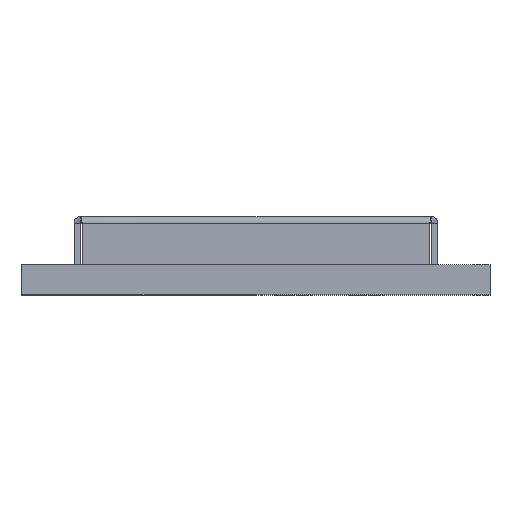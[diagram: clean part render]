
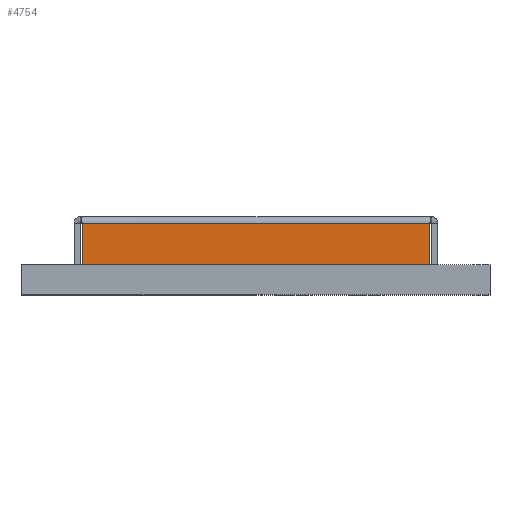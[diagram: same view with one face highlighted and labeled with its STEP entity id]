
A CAD part, top view. The second image highlights one B-rep face of the part: STEP entity #4754.
In plain terms, the highlighted planar face has unit normal (0, 0, 1).
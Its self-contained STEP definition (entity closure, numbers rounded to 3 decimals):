
#69 = VECTOR ( 'NONE', #13738, 1000. ) ;
#553 = LINE ( 'NONE', #1768, #3567 ) ;
#1746 = ORIENTED_EDGE ( 'NONE', *, *, #7609, .T. ) ;
#1768 = CARTESIAN_POINT ( 'NONE',  ( 2.896, 0., 4.177 ) ) ;
#2205 = DIRECTION ( 'NONE',  ( -1., 0., 0. ) ) ;
#2571 = AXIS2_PLACEMENT_3D ( 'NONE', #15366, #15191, #12797 ) ;
#3288 = CARTESIAN_POINT ( 'NONE',  ( -2.896, 0.5, 4.177 ) ) ;
#3567 = VECTOR ( 'NONE', #5306, 1000. ) ;
#4520 = VERTEX_POINT ( 'NONE', #3288 ) ;
#4754 = ADVANCED_FACE ( 'NONE', ( #6621 ), #14150, .F. ) ;
#5306 = DIRECTION ( 'NONE',  ( 0., -1., 0. ) ) ;
#5810 = LINE ( 'NONE', #10705, #7144 ) ;
#6055 = CARTESIAN_POINT ( 'NONE',  ( -2.896, 1.19, 4.177 ) ) ;
#6621 = FACE_OUTER_BOUND ( 'NONE', #14318, .T. ) ;
#6974 = VERTEX_POINT ( 'NONE', #6055 ) ;
#7144 = VECTOR ( 'NONE', #2205, 1000. ) ;
#7233 = EDGE_CURVE ( 'NONE', #15031, #6974, #8866, .T. ) ;
#7286 = CARTESIAN_POINT ( 'NONE',  ( 2.896, 0.5, 4.177 ) ) ;
#7609 = EDGE_CURVE ( 'NONE', #6974, #4520, #12676, .T. ) ;
#7727 = DIRECTION ( 'NONE',  ( 0., -1., 0. ) ) ;
#8377 = VERTEX_POINT ( 'NONE', #7286 ) ;
#8866 = LINE ( 'NONE', #9822, #69 ) ;
#9505 = EDGE_CURVE ( 'NONE', #8377, #4520, #5810, .T. ) ;
#9585 = EDGE_CURVE ( 'NONE', #15031, #8377, #553, .T. ) ;
#9822 = CARTESIAN_POINT ( 'NONE',  ( -3.031, 1.19, 4.177 ) ) ;
#10095 = VECTOR ( 'NONE', #7727, 1000. ) ;
#10655 = ORIENTED_EDGE ( 'NONE', *, *, #9585, .F. ) ;
#10705 = CARTESIAN_POINT ( 'NONE',  ( 0., 0.5, 4.177 ) ) ;
#11807 = ORIENTED_EDGE ( 'NONE', *, *, #7233, .T. ) ;
#12592 = ORIENTED_EDGE ( 'NONE', *, *, #9505, .F. ) ;
#12676 = LINE ( 'NONE', #15241, #10095 ) ;
#12797 = DIRECTION ( 'NONE',  ( 0., -1., 0. ) ) ;
#13738 = DIRECTION ( 'NONE',  ( -1., 0., 0. ) ) ;
#14150 = PLANE ( 'NONE',  #2571 ) ;
#14318 = EDGE_LOOP ( 'NONE', ( #1746, #12592, #10655, #11807 ) ) ;
#15031 = VERTEX_POINT ( 'NONE', #15059 ) ;
#15059 = CARTESIAN_POINT ( 'NONE',  ( 2.896, 1.19, 4.177 ) ) ;
#15191 = DIRECTION ( 'NONE',  ( 0., 0., -1. ) ) ;
#15241 = CARTESIAN_POINT ( 'NONE',  ( -2.896, 1.2, 4.177 ) ) ;
#15366 = CARTESIAN_POINT ( 'NONE',  ( 0., 0., 4.177 ) ) ;
